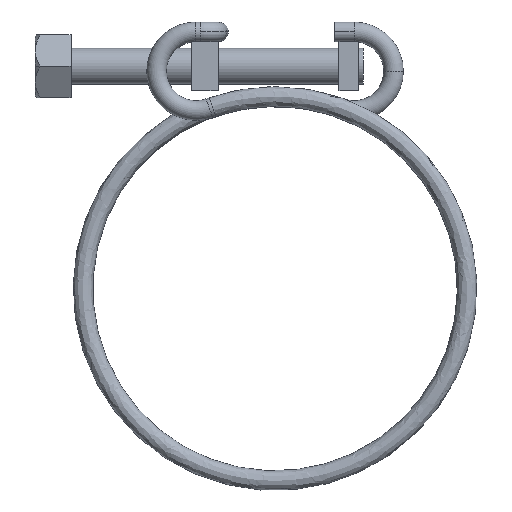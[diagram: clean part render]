
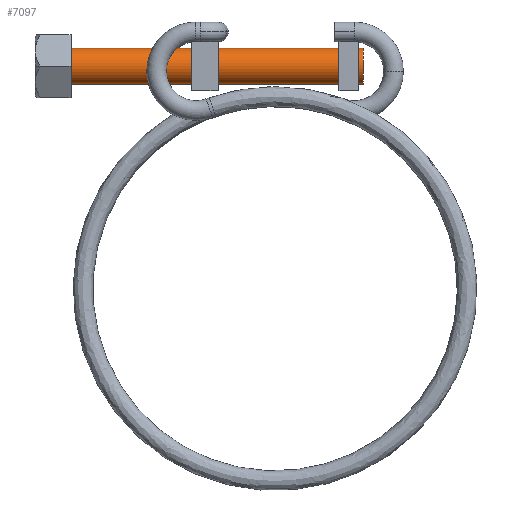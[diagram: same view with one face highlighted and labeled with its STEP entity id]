
A CAD part, top view. The second image highlights one B-rep face of the part: STEP entity #7097.
In plain terms, the highlighted cylindrical face has radius 2 mm (diameter 4 mm), a partial arc.
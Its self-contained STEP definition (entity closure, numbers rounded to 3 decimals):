
#88 = LINE ( 'NONE', #6887, #4808 ) ;
#152 = EDGE_CURVE ( 'NONE', #7584, #5775, #88, .T. ) ;
#179 = CARTESIAN_POINT ( 'NONE',  ( 9.86, 24.9, 0. ) ) ;
#354 = CIRCLE ( 'NONE', #5180, 2. ) ;
#409 = VERTEX_POINT ( 'NONE', #8182 ) ;
#844 = CARTESIAN_POINT ( 'NONE',  ( -22.84, 22.9, 0. ) ) ;
#866 = FACE_OUTER_BOUND ( 'NONE', #3131, .T. ) ;
#1230 = EDGE_CURVE ( 'NONE', #4803, #5775, #5274, .T. ) ;
#1467 = AXIS2_PLACEMENT_3D ( 'NONE', #8340, #8387, #2960 ) ;
#1503 = CARTESIAN_POINT ( 'NONE',  ( 9.86, 26.9, 0. ) ) ;
#1711 = DIRECTION ( 'NONE',  ( 0., -1., 0. ) ) ;
#2042 = LINE ( 'NONE', #1503, #8575 ) ;
#2230 = AXIS2_PLACEMENT_3D ( 'NONE', #179, #7109, #1711 ) ;
#2333 = ORIENTED_EDGE ( 'NONE', *, *, #6322, .F. ) ;
#2825 = ORIENTED_EDGE ( 'NONE', *, *, #1230, .T. ) ;
#2960 = DIRECTION ( 'NONE',  ( 0., 1., 0. ) ) ;
#3131 = EDGE_LOOP ( 'NONE', ( #2333, #7260, #2825, #8582 ) ) ;
#3824 = CARTESIAN_POINT ( 'NONE',  ( 9.86, 24.9, 0. ) ) ;
#4247 = DIRECTION ( 'NONE',  ( -1., 0., 0. ) ) ;
#4416 = CARTESIAN_POINT ( 'NONE',  ( -22.84, 26.9, 0. ) ) ;
#4803 = VERTEX_POINT ( 'NONE', #4416 ) ;
#4808 = VECTOR ( 'NONE', #4247, 1000. ) ;
#5180 = AXIS2_PLACEMENT_3D ( 'NONE', #3824, #8601, #7282 ) ;
#5274 = CIRCLE ( 'NONE', #1467, 2. ) ;
#5730 = CYLINDRICAL_SURFACE ( 'NONE', #2230, 2. ) ;
#5775 = VERTEX_POINT ( 'NONE', #844 ) ;
#6322 = EDGE_CURVE ( 'NONE', #409, #7584, #354, .T. ) ;
#6887 = CARTESIAN_POINT ( 'NONE',  ( 9.86, 22.9, 0. ) ) ;
#7097 = ADVANCED_FACE ( 'NONE', ( #866 ), #5730, .T. ) ;
#7109 = DIRECTION ( 'NONE',  ( -1., 0., 0. ) ) ;
#7260 = ORIENTED_EDGE ( 'NONE', *, *, #8227, .T. ) ;
#7282 = DIRECTION ( 'NONE',  ( 0., 1., 0. ) ) ;
#7584 = VERTEX_POINT ( 'NONE', #8613 ) ;
#8182 = CARTESIAN_POINT ( 'NONE',  ( 9.86, 26.9, 0. ) ) ;
#8227 = EDGE_CURVE ( 'NONE', #409, #4803, #2042, .T. ) ;
#8340 = CARTESIAN_POINT ( 'NONE',  ( -22.84, 24.9, 0. ) ) ;
#8387 = DIRECTION ( 'NONE',  ( 1., 0., 0. ) ) ;
#8575 = VECTOR ( 'NONE', #8774, 1000. ) ;
#8582 = ORIENTED_EDGE ( 'NONE', *, *, #152, .F. ) ;
#8601 = DIRECTION ( 'NONE',  ( 1., 0., 0. ) ) ;
#8613 = CARTESIAN_POINT ( 'NONE',  ( 9.86, 22.9, 0. ) ) ;
#8774 = DIRECTION ( 'NONE',  ( -1., 0., 0. ) ) ;
